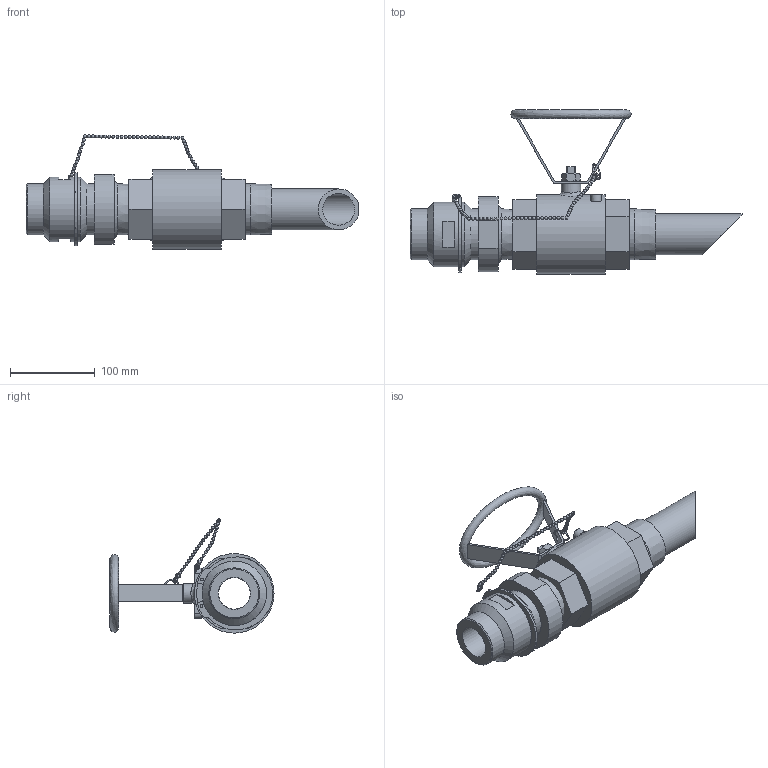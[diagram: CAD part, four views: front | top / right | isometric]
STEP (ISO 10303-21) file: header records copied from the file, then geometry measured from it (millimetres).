
FILE_DESCRIPTION(/* description */ (''),/* implementation_level */ '2;1');
FILE_NAME(/* name */ 'CS-20A20A-4IA-EEEV_R0.stp',/* time_stamp */ '2024-11-07T08:28:10-05:00',/* author */ ('SalesDesk5'),/* organization */ (''),/* preprocessor_version */ 'ST-DEVELOPER v20',/* originating_system */ 'Autodesk Inventor 2025',/* authorisation */ '');
FILE_SCHEMA (('CONFIG_CONTROL_DESIGN'));
Length unit declared in the file: inch
Products named in the file (1): Part2
Bounding box: 392.07 x 193.83 x 134.98 mm (x, y, z)
Volume: 1121407.7 mm3; surface area: 270035 mm2
Topology: 22 solids, 22 shells, 331 faces, 810 edges, 528 vertices
Faces by surface type: plane 126, cylinder 113, sphere 63, cone 24, torus 3, bspline 2
Full cylindrical faces by diameter (mm): 0.9 x54, 1.694 x2, 3 x2, 3.8 x2, 4 x2, 5.08 x2, 7.62 x1, 10.668 x1, 22.86 x1, 37.49 x1, 38.1 x1, 48.26 x1, 49.022 x2, 49.251 x1, 50.8 x1, 52.934 x1, 56.388 x2, 57.252 x1, 60.325 x3, 69.088 x1, 76.2 x2, 93.98 x1
Entity records: 10849 total; most frequent: CARTESIAN_POINT 2290, DIRECTION 1886, ORIENTED_EDGE 1598, EDGE_CURVE 799, AXIS2_PLACEMENT_3D 789, VERTEX_POINT 528, CIRCLE 456, EDGE_LOOP 381
